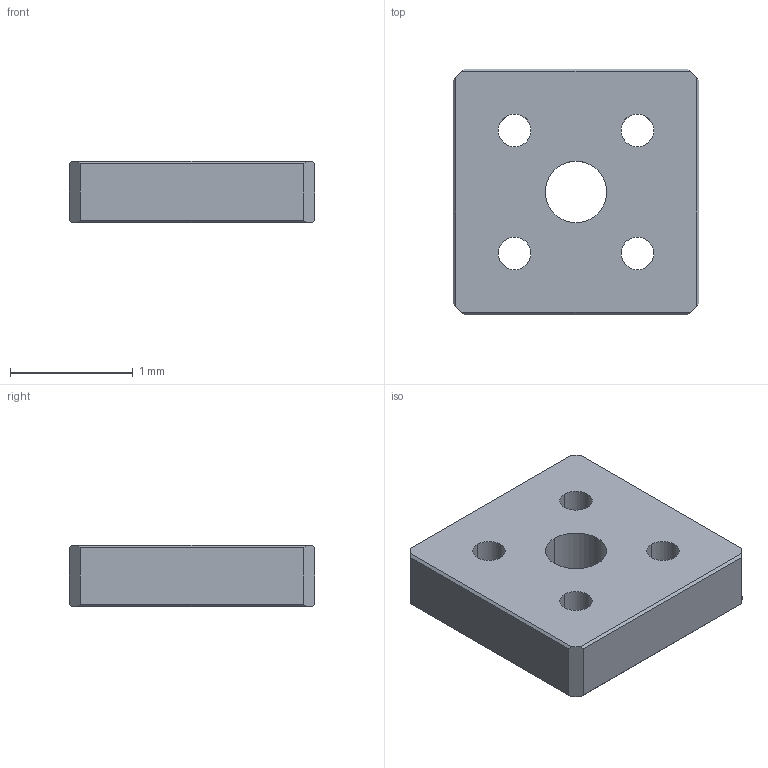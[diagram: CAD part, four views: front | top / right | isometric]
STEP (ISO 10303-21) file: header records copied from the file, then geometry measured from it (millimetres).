
FILE_DESCRIPTION((''),'2;1');
FILE_NAME('10BP2568.stp','2015-07-07T11:44:18',(''),(''),'Mechanical Desktop 2011','Mechanical Desktop 2011',', , ');
FILE_SCHEMA(('CONFIG_CONTROL_DESIGN'));
Length unit declared in the file: millimetre
Products named in the file (1): Product
Bounding box: 2 x 2 x 0.5 mm (x, y, z)
Volume: 1.7 mm3; surface area: 13.8 mm2
Topology: 1 solids, 1 shells, 40 faces, 102 edges, 68 vertices
Faces by surface type: bspline 15, plane 15, cylinder 10
Entity records: 1441 total; most frequent: CARTESIAN_POINT 368, ORIENTED_EDGE 204, DIRECTION 190, EDGE_CURVE 102, VERTEX_POINT 68, VECTOR 66, LINE 66, AXIS2_PLACEMENT_3D 62
